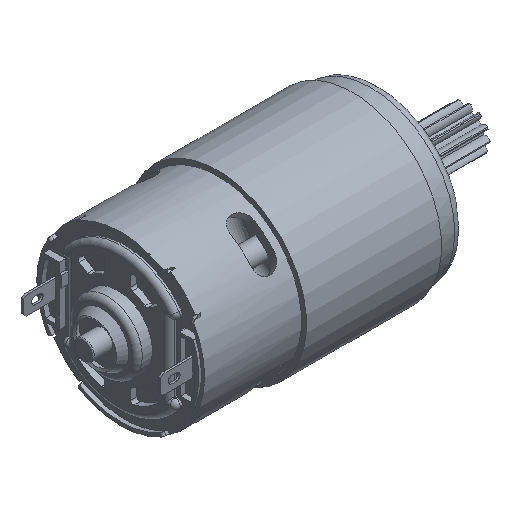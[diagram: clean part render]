
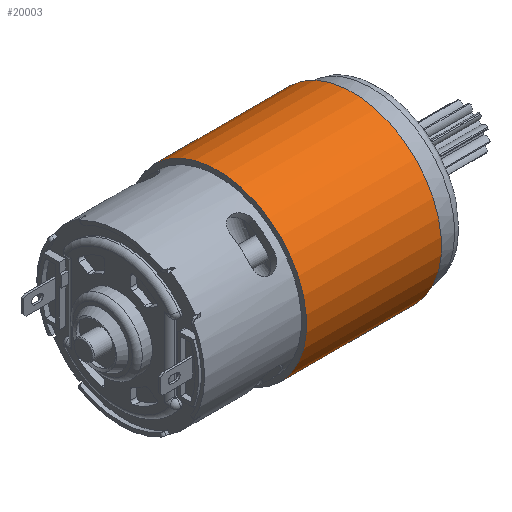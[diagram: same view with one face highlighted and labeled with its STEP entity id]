
A CAD part, isometric view. The second image highlights one B-rep face of the part: STEP entity #20003.
In plain terms, the highlighted cylindrical face has radius 22.416 mm (diameter 44.831 mm), a partial arc.
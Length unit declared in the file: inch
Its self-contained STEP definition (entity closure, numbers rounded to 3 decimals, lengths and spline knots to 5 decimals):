
#195 = VECTOR ( 'NONE', #13510, 39.37008 ) ;
#245 = FACE_OUTER_BOUND ( 'NONE', #8280, .T. ) ;
#1901 = CARTESIAN_POINT ( 'NONE',  ( 2.96063, 0.22866, 0.85236 ) ) ;
#2118 = AXIS2_PLACEMENT_3D ( 'NONE', #16769, #16695, #6867 ) ;
#2185 = CARTESIAN_POINT ( 'NONE',  ( 0.27953, 0.22866, 0.85236 ) ) ;
#3131 = ORIENTED_EDGE ( 'NONE', *, *, #17613, .T. ) ;
#3311 = DIRECTION ( 'NONE',  ( -1., 0., 0. ) ) ;
#3686 = ORIENTED_EDGE ( 'NONE', *, *, #5346, .T. ) ;
#4597 = LINE ( 'NONE', #1901, #195 ) ;
#5346 = EDGE_CURVE ( 'NONE', #13434, #6359, #14286, .T. ) ;
#5596 = CARTESIAN_POINT ( 'NONE',  ( 1.61811, 0., 0. ) ) ;
#6359 = VERTEX_POINT ( 'NONE', #7152 ) ;
#6867 = DIRECTION ( 'NONE',  ( 0., 0., 1. ) ) ;
#7152 = CARTESIAN_POINT ( 'NONE',  ( 1.61811, -0.22866, 0.85236 ) ) ;
#7172 = EDGE_CURVE ( 'NONE', #15136, #14273, #16639, .T. ) ;
#7303 = DIRECTION ( 'NONE',  ( 0., 0., -1. ) ) ;
#7603 = AXIS2_PLACEMENT_3D ( 'NONE', #5596, #17196, #7303 ) ;
#8280 = EDGE_LOOP ( 'NONE', ( #9312, #11209, #3686, #3131 ) ) ;
#8912 = DIRECTION ( 'NONE',  ( -1., 0., 0. ) ) ;
#9150 = AXIS2_PLACEMENT_3D ( 'NONE', #13270, #3311, #14925 ) ;
#9312 = ORIENTED_EDGE ( 'NONE', *, *, #7172, .F. ) ;
#10021 = VECTOR ( 'NONE', #8912, 39.37008 ) ;
#11209 = ORIENTED_EDGE ( 'NONE', *, *, #16999, .F. ) ;
#11485 = CARTESIAN_POINT ( 'NONE',  ( 0.27953, -0.22866, 0.85236 ) ) ;
#13270 = CARTESIAN_POINT ( 'NONE',  ( 0.27953, 0., 0. ) ) ;
#13434 = VERTEX_POINT ( 'NONE', #16937 ) ;
#13510 = DIRECTION ( 'NONE',  ( -1., 0., 0. ) ) ;
#14273 = VERTEX_POINT ( 'NONE', #11485 ) ;
#14286 = CIRCLE ( 'NONE', #7603, 0.8825 ) ;
#14925 = DIRECTION ( 'NONE',  ( 0., 0., 1. ) ) ;
#15136 = VERTEX_POINT ( 'NONE', #2185 ) ;
#16639 = CIRCLE ( 'NONE', #9150, 0.8825 ) ;
#16695 = DIRECTION ( 'NONE',  ( -1., 0., 0. ) ) ;
#16769 = CARTESIAN_POINT ( 'NONE',  ( 4.1142, 0., 0. ) ) ;
#16937 = CARTESIAN_POINT ( 'NONE',  ( 1.61811, 0.22866, 0.85236 ) ) ;
#16999 = EDGE_CURVE ( 'NONE', #13434, #15136, #4597, .T. ) ;
#17169 = CARTESIAN_POINT ( 'NONE',  ( 2.96063, -0.22866, 0.85236 ) ) ;
#17196 = DIRECTION ( 'NONE',  ( -1., 0., 0. ) ) ;
#17613 = EDGE_CURVE ( 'NONE', #6359, #14273, #18832, .T. ) ;
#18832 = LINE ( 'NONE', #17169, #10021 ) ;
#19162 = CYLINDRICAL_SURFACE ( 'NONE', #2118, 0.8825 ) ;
#20003 = ADVANCED_FACE ( 'NONE', ( #245 ), #19162, .T. ) ;
